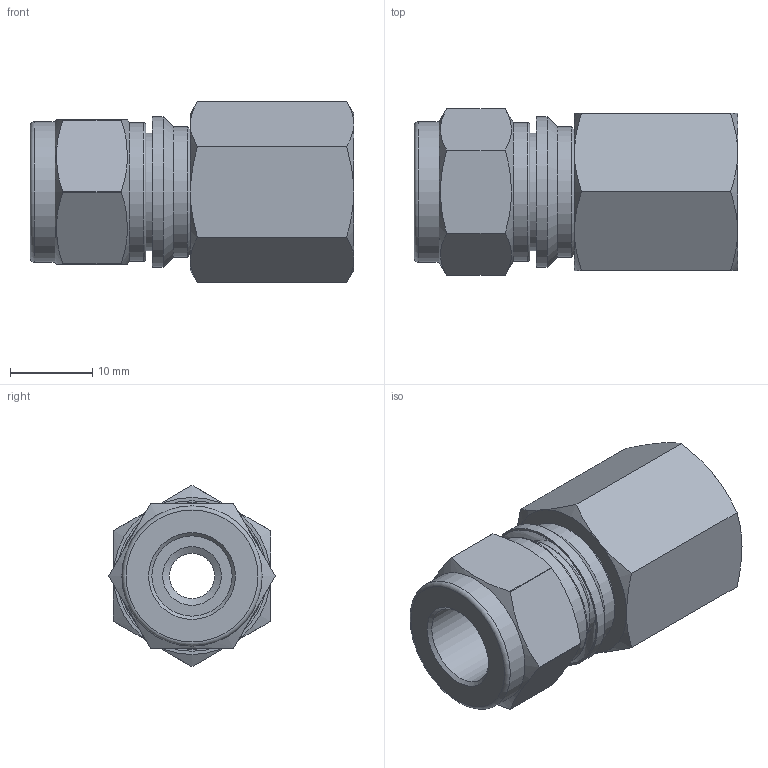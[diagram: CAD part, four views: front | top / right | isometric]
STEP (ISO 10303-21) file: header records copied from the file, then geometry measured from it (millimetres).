
FILE_DESCRIPTION(/* description */ (''),/* implementation_level */ '2;1');
FILE_NAME(/* name */ 'SGCI-6-4G.stp',/* time_stamp */ '2022-05-04T15:31:23+09:00',/* author */ ('user'),/* organization */ (''),/* preprocessor_version */ 'ST-DEVELOPER v18.1',/* originating_system */ 'Autodesk Inventor 2022',/* authorisation */ '');
FILE_SCHEMA (('AUTOMOTIVE_DESIGN { 1 0 10303 214 3 1 1 }'));
Length unit declared in the file: millimetre
Products named in the file (1): SGC-6-4G
Bounding box: 39.21 x 20.16 x 22 mm (x, y, z)
Volume: 7817.3 mm3; surface area: 4746.5 mm2
Topology: 1 solids, 1 shells, 63 faces, 137 edges, 83 vertices
Faces by surface type: cone 22, plane 21, cylinder 18, torus 2
Full cylindrical faces by diameter (mm): 5.5 x1, 7.11 x1, 7.112 x1, 9.73 x1, 11.379 x1, 12.5 x1, 13.05 x1, 14.28 x1, 15.8 x1, 16.8 x1, 17 x1, 18.25 x1
Entity records: 1721 total; most frequent: CARTESIAN_POINT 356, DIRECTION 290, ORIENTED_EDGE 274, EDGE_CURVE 137, AXIS2_PLACEMENT_3D 125, VERTEX_POINT 83, EDGE_LOOP 72, FACE_OUTER_BOUND 63
